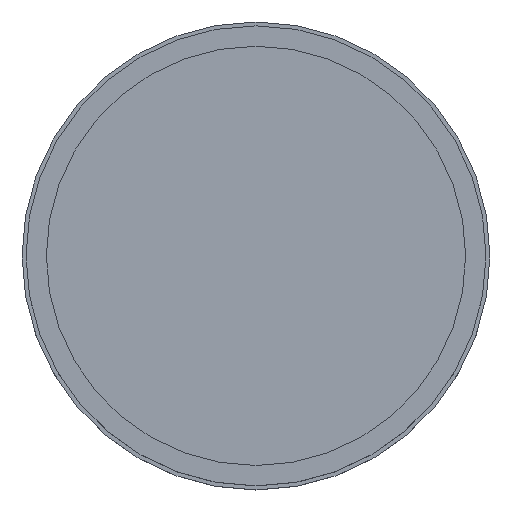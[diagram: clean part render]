
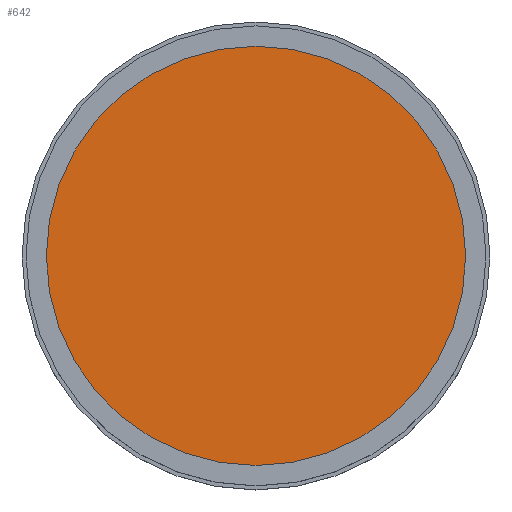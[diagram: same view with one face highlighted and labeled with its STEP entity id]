
A CAD part, top view. The second image highlights one B-rep face of the part: STEP entity #642.
In plain terms, the highlighted planar face has unit normal (0, 0, 1).
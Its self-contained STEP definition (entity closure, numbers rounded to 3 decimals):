
#179=CARTESIAN_POINT('',(0.,0.,18.325));
#180=DIRECTION('',(0.,0.,1.));
#181=DIRECTION('',(1.,0.,0.));
#182=AXIS2_PLACEMENT_3D('',#179,#180,#181);
#184=CARTESIAN_POINT('',(0.,0.,18.325));
#185=DIRECTION('',(0.,0.,1.));
#186=DIRECTION('',(-1.,0.,0.));
#187=AXIS2_PLACEMENT_3D('',#184,#185,#186);
#231=CARTESIAN_POINT('',(18.55,0.,18.325));
#233=VERTEX_POINT('',#231);
#235=CARTESIAN_POINT('',(-18.55,0.,18.325));
#236=VERTEX_POINT('',#235);
#633=CARTESIAN_POINT('',(0.,0.,18.325));
#634=DIRECTION('',(0.,0.,1.));
#635=DIRECTION('',(1.,0.,0.));
#636=AXIS2_PLACEMENT_3D('',#633,#634,#635);
#637=PLANE('',#636);
#638=ORIENTED_EDGE('',*,*,#589,.F.);
#639=ORIENTED_EDGE('',*,*,#616,.F.);
#640=EDGE_LOOP('',(#638,#639));
#641=FACE_OUTER_BOUND('',#640,.F.);
#642=ADVANCED_FACE('',(#641),#637,.T.);
#183=CIRCLE('',#182,18.55);
#188=CIRCLE('',#187,18.55);
#589=EDGE_CURVE('',#233,#236,#183,.T.);
#616=EDGE_CURVE('',#236,#233,#188,.T.);
